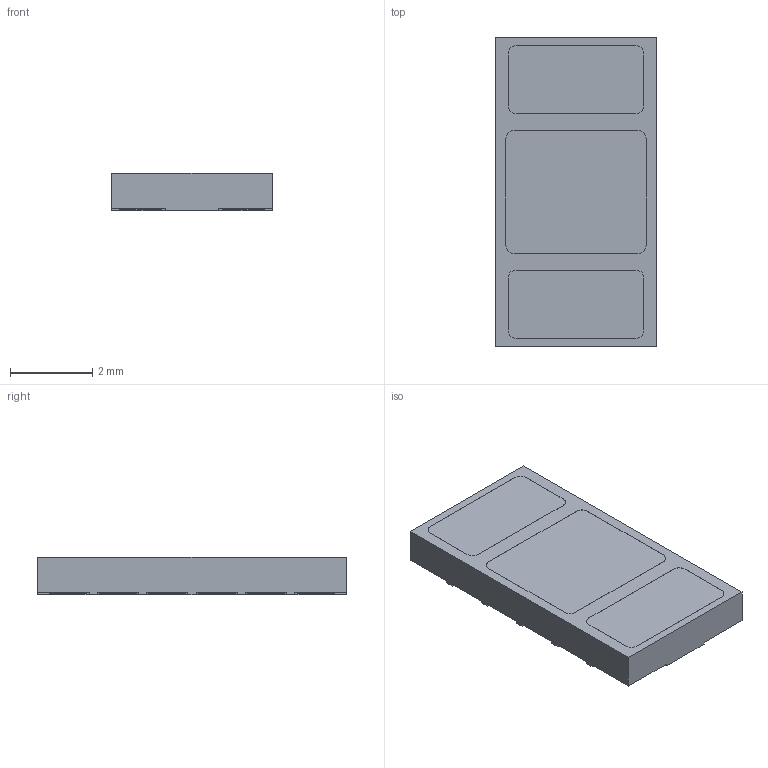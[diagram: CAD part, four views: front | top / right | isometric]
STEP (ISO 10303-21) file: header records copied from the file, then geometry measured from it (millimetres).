
FILE_DESCRIPTION(('FreeCAD Model'),'2;1');
FILE_NAME('Osram_SFH7072.step', '2020-05-26T19:25:03',('Author'),(''), 'Open CASCADE STEP processor 7.3','FreeCAD','Unknown');
FILE_SCHEMA(('AUTOMOTIVE_DESIGN { 1 0 10303 214 1 1 1 1 }'));
Length unit declared in the file: millimetre
Products named in the file (1): SFH_7072_20180424_geometry
Bounding box: 3.9 x 7.5 x 0.9 mm (x, y, z)
Volume: 25.7 mm3; surface area: 81.1 mm2
Topology: 1 solids, 1 shells, 177 faces, 492 edges, 328 vertices
Faces by surface type: plane 165, cylinder 12
Entity records: 6834 total; most frequent: CARTESIAN_POINT 998, ORIENTED_EDGE 984, DIRECTION 872, EDGE_CURVE 492, LINE 468, VECTOR 468, VERTEX_POINT 328, AXIS2_PLACEMENT_3D 202
